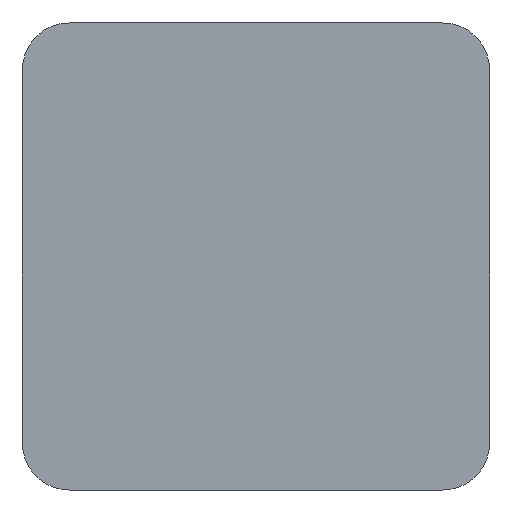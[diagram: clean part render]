
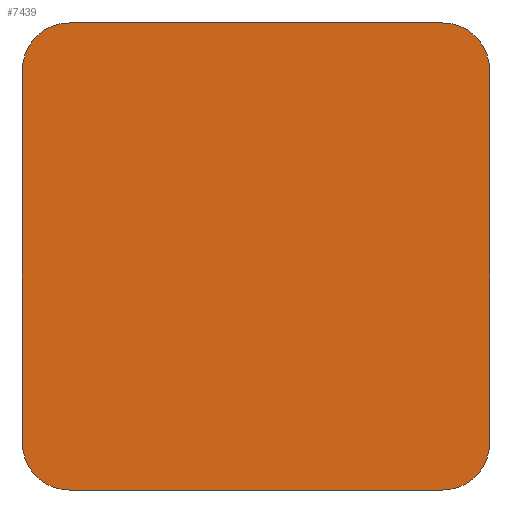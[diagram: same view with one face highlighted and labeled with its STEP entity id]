
A CAD part, front view. The second image highlights one B-rep face of the part: STEP entity #7439.
In plain terms, the highlighted face is planar.
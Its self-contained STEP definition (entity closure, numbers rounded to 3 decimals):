
#625=PLANE('',#7997);
#852=FACE_OUTER_BOUND('',#1261,.T.);
#1261=EDGE_LOOP('',(#4928,#4929,#4930,#4931,#4932,#4933,#4934,#4935));
#1689=LINE('',#9532,#2374);
#1693=LINE('',#9544,#2378);
#1697=LINE('',#9556,#2382);
#1701=LINE('',#9568,#2386);
#2374=VECTOR('',#8297,10.);
#2378=VECTOR('',#8309,10.);
#2382=VECTOR('',#8321,10.);
#2386=VECTOR('',#8333,10.);
#3050=CIRCLE('',#7983,0.05);
#3052=CIRCLE('',#7987,0.05);
#3054=CIRCLE('',#7991,0.05);
#3056=CIRCLE('',#7995,0.05);
#3083=VERTEX_POINT('',#9529);
#3084=VERTEX_POINT('',#9531);
#3086=VERTEX_POINT('',#9537);
#3088=VERTEX_POINT('',#9543);
#3090=VERTEX_POINT('',#9549);
#3092=VERTEX_POINT('',#9555);
#3094=VERTEX_POINT('',#9561);
#3096=VERTEX_POINT('',#9567);
#3801=EDGE_CURVE('',#3084,#3083,#1689,.T.);
#3804=EDGE_CURVE('',#3086,#3084,#3050,.T.);
#3807=EDGE_CURVE('',#3088,#3086,#1693,.T.);
#3810=EDGE_CURVE('',#3090,#3088,#3052,.T.);
#3813=EDGE_CURVE('',#3092,#3090,#1697,.T.);
#3816=EDGE_CURVE('',#3094,#3092,#3054,.T.);
#3819=EDGE_CURVE('',#3096,#3094,#1701,.T.);
#3822=EDGE_CURVE('',#3083,#3096,#3056,.T.);
#4928=ORIENTED_EDGE('',*,*,#3822,.T.);
#4929=ORIENTED_EDGE('',*,*,#3819,.T.);
#4930=ORIENTED_EDGE('',*,*,#3816,.T.);
#4931=ORIENTED_EDGE('',*,*,#3813,.T.);
#4932=ORIENTED_EDGE('',*,*,#3810,.T.);
#4933=ORIENTED_EDGE('',*,*,#3807,.T.);
#4934=ORIENTED_EDGE('',*,*,#3804,.T.);
#4935=ORIENTED_EDGE('',*,*,#3801,.T.);
#7439=ADVANCED_FACE('',(#852),#625,.T.);
#7983=AXIS2_PLACEMENT_3D('',#9538,#8303,#8304);
#7987=AXIS2_PLACEMENT_3D('',#9550,#8315,#8316);
#7991=AXIS2_PLACEMENT_3D('',#9562,#8327,#8328);
#7995=AXIS2_PLACEMENT_3D('',#9572,#8339,#8340);
#7997=AXIS2_PLACEMENT_3D('',#9574,#8343,#8344);
#8297=DIRECTION('',(0.,-1.,0.));
#8303=DIRECTION('center_axis',(0.,0.,1.));
#8304=DIRECTION('ref_axis',(0.,-1.,0.));
#8309=DIRECTION('',(-1.,0.,0.));
#8315=DIRECTION('center_axis',(0.,0.,1.));
#8316=DIRECTION('ref_axis',(-1.,0.,0.));
#8321=DIRECTION('',(0.,1.,0.));
#8327=DIRECTION('center_axis',(0.,0.,1.));
#8328=DIRECTION('ref_axis',(0.,1.,0.));
#8333=DIRECTION('',(1.,0.,0.));
#8339=DIRECTION('center_axis',(0.,0.,1.));
#8340=DIRECTION('ref_axis',(1.,0.,0.));
#8343=DIRECTION('center_axis',(0.,0.,1.));
#8344=DIRECTION('ref_axis',(1.,0.,0.));
#9529=CARTESIAN_POINT('',(0.,0.05,0.3));
#9531=CARTESIAN_POINT('',(0.,0.45,0.3));
#9532=CARTESIAN_POINT('',(0.,0.05,0.3));
#9537=CARTESIAN_POINT('',(0.05,0.5,0.3));
#9538=CARTESIAN_POINT('Origin',(0.05,0.45,0.3));
#9543=CARTESIAN_POINT('',(0.45,0.5,0.3));
#9544=CARTESIAN_POINT('',(0.05,0.5,0.3));
#9549=CARTESIAN_POINT('',(0.5,0.45,0.3));
#9550=CARTESIAN_POINT('Origin',(0.45,0.45,0.3));
#9555=CARTESIAN_POINT('',(0.5,0.05,0.3));
#9556=CARTESIAN_POINT('',(0.5,0.45,0.3));
#9561=CARTESIAN_POINT('',(0.45,0.,0.3));
#9562=CARTESIAN_POINT('Origin',(0.45,0.05,0.3));
#9567=CARTESIAN_POINT('',(0.05,0.,0.3));
#9568=CARTESIAN_POINT('',(0.45,0.,0.3));
#9572=CARTESIAN_POINT('Origin',(0.05,0.05,0.3));
#9574=CARTESIAN_POINT('Origin',(0.25,0.25,0.3));
